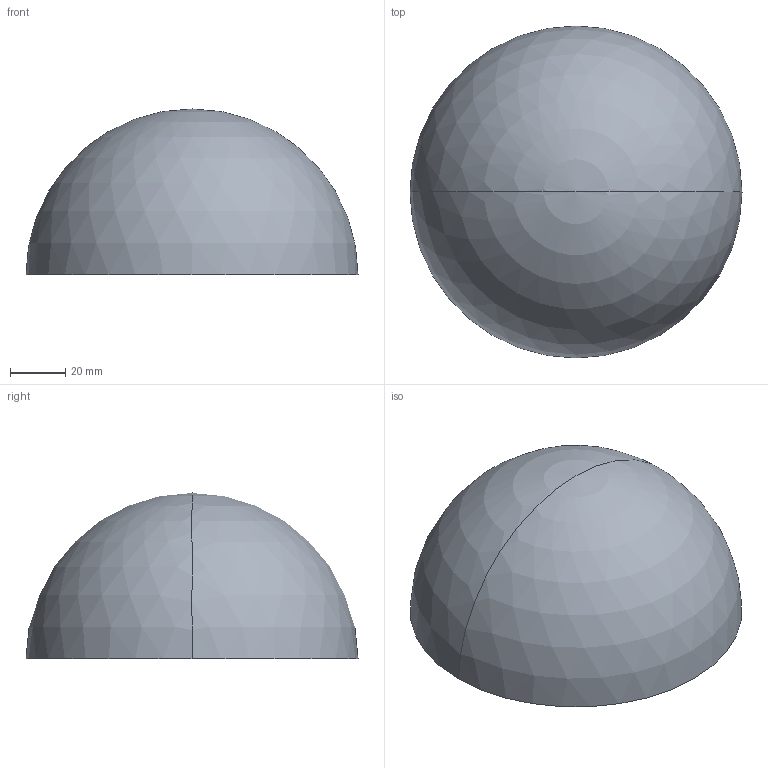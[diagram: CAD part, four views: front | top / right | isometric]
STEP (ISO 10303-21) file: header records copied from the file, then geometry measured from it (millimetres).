
FILE_DESCRIPTION(('OneSpaceDesigner STEP Export'),'2;1');
FILE_NAME('one_hemisphere.step','2008-05-14T 9:29:26',(''),(''),'CoCreate Modeling STEP processor for AP214 (Solid Model)','CoCreate Modeling 16.00P0223 23-Feb-2008 (C) CoCreate Software GmbH','');
FILE_SCHEMA(('AUTOMOTIVE_DESIGN { 1 0 10303 214 1 1 1 1 }'));
Length unit declared in the file: millimetre
Products named in the file (2): hfront
Assembly tree (1 placements, depth 2):
  hfront
    hfront
Bounding box: 120 x 120 x 60 mm (x, y, z)
Surface area: 22619.5 mm2 (no closed solid volume)
Topology: 0 solids, 1 shells, 2 faces, 6 edges, 3 vertices
Faces by surface type: sphere 2
Entity records: 106 total; most frequent: DIRECTION 10, CARTESIAN_POINT 8, ORIENTED_EDGE 6, DIMENSIONAL_EXPONENTS 6, AXIS2_PLACEMENT_3D 5, EDGE_CURVE 4, VERTEX_POINT 3, COLOUR_RGB 3
